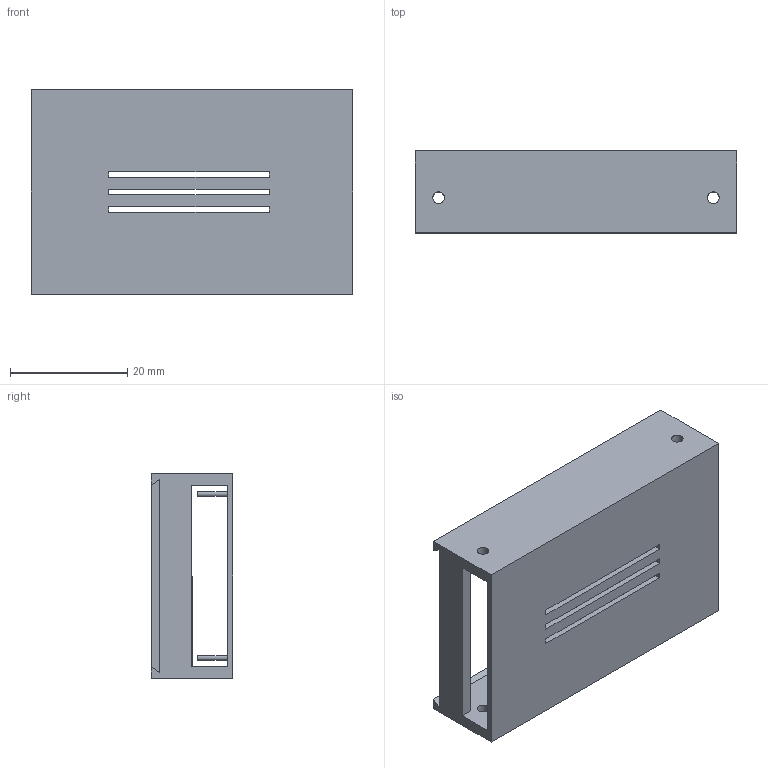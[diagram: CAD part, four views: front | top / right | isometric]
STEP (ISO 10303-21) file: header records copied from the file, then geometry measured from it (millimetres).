
FILE_DESCRIPTION (( 'STEP AP214' ), '1' );
FILE_NAME ('Hat Enclosure.STEP', '2022-12-15T02:59:39', ( '' ), ( '' ), 'SwSTEP 2.0', 'SolidWorks 2022', '' );
FILE_SCHEMA (( 'AUTOMOTIVE_DESIGN' ));
Length unit declared in the file: millimetre
Products named in the file (1): Hat Enclosure
Bounding box: 55 x 14 x 35 mm (x, y, z)
Volume: 5330.3 mm3; surface area: 8167.6 mm2
Topology: 1 solids, 1 shells, 43 faces, 120 edges, 80 vertices
Faces by surface type: plane 31, cylinder 12
Entity records: 1448 total; most frequent: CARTESIAN_POINT 244, ORIENTED_EDGE 240, DIRECTION 232, EDGE_CURVE 120, VECTOR 96, LINE 96, VERTEX_POINT 80, AXIS2_PLACEMENT_3D 68
